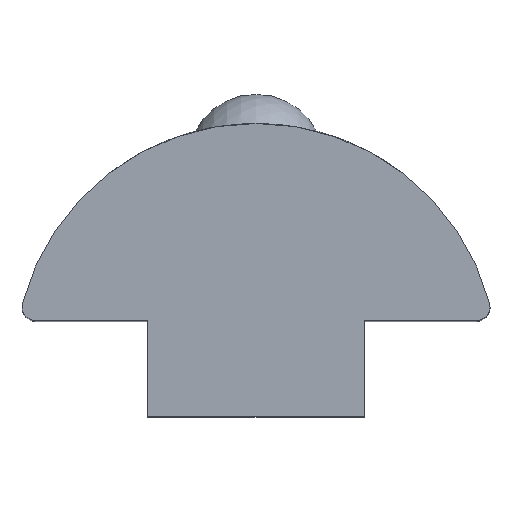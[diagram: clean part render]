
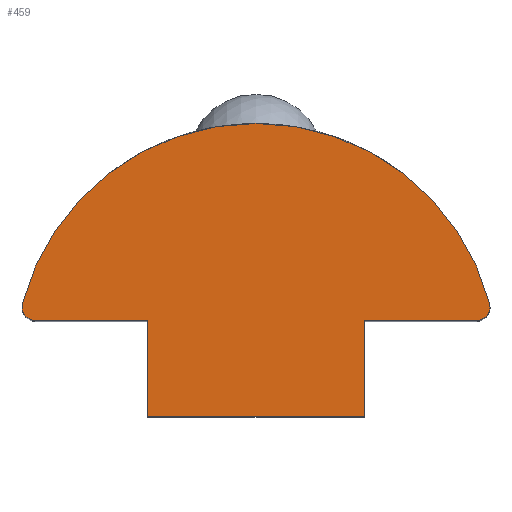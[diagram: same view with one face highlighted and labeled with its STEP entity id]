
A CAD part, top view. The second image highlights one B-rep face of the part: STEP entity #459.
In plain terms, the highlighted planar face has unit normal (0, 0, 1).
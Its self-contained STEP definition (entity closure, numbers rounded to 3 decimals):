
#29=CIRCLE('',#491,8.826);
#33=CIRCLE('',#499,0.5);
#34=CIRCLE('',#501,0.5);
#68=LINE('',#827,#99);
#71=LINE('',#832,#102);
#77=LINE('',#993,#108);
#80=LINE('',#998,#111);
#82=LINE('',#1006,#113);
#99=VECTOR('',#569,7.9);
#102=VECTOR('',#574,3.5);
#108=VECTOR('',#596,3.5);
#111=VECTOR('',#601,4.1);
#113=VECTOR('',#613,4.1);
#127=PLANE('',#503);
#152=FACE_OUTER_BOUND('',#182,.T.);
#182=EDGE_LOOP('',(#419,#420,#421,#422,#423,#424,#425,#426));
#223=VERTEX_POINT('',#824);
#224=VERTEX_POINT('',#826);
#225=VERTEX_POINT('',#830);
#229=VERTEX_POINT('',#977);
#230=VERTEX_POINT('',#979);
#234=VERTEX_POINT('',#992);
#235=VERTEX_POINT('',#996);
#236=VERTEX_POINT('',#1002);
#278=EDGE_CURVE('',#224,#223,#68,.T.);
#281=EDGE_CURVE('',#223,#225,#71,.T.);
#286=EDGE_CURVE('',#230,#229,#29,.T.);
#293=EDGE_CURVE('',#234,#224,#77,.T.);
#296=EDGE_CURVE('',#235,#234,#80,.T.);
#297=EDGE_CURVE('',#229,#235,#33,.T.);
#298=EDGE_CURVE('',#236,#230,#34,.T.);
#300=EDGE_CURVE('',#225,#236,#82,.T.);
#419=ORIENTED_EDGE('',*,*,#300,.T.);
#420=ORIENTED_EDGE('',*,*,#298,.T.);
#421=ORIENTED_EDGE('',*,*,#286,.T.);
#422=ORIENTED_EDGE('',*,*,#297,.T.);
#423=ORIENTED_EDGE('',*,*,#296,.T.);
#424=ORIENTED_EDGE('',*,*,#293,.T.);
#425=ORIENTED_EDGE('',*,*,#278,.T.);
#426=ORIENTED_EDGE('',*,*,#281,.T.);
#459=ADVANCED_FACE('',(#152),#127,.T.);
#491=AXIS2_PLACEMENT_3D('',#980,#581,#582);
#499=AXIS2_PLACEMENT_3D('',#1000,#604,#605);
#501=AXIS2_PLACEMENT_3D('',#1003,#608,#609);
#503=AXIS2_PLACEMENT_3D('',#1007,#614,#615);
#569=DIRECTION('',(1.,0.,0.));
#574=DIRECTION('',(0.,1.,0.));
#581=DIRECTION('center_axis',(0.,0.,1.));
#582=DIRECTION('ref_axis',(0.967,0.255,0.));
#596=DIRECTION('',(0.,-1.,0.));
#601=DIRECTION('',(1.,0.,0.));
#604=DIRECTION('center_axis',(0.,0.,1.));
#605=DIRECTION('ref_axis',(-0.967,0.255,0.));
#608=DIRECTION('center_axis',(0.,0.,1.));
#609=DIRECTION('ref_axis',(0.,-1.,0.));
#613=DIRECTION('',(1.,0.,0.));
#614=DIRECTION('center_axis',(0.,0.,1.));
#615=DIRECTION('ref_axis',(1.,0.,0.));
#824=CARTESIAN_POINT('',(3.95,-3.5,11.));
#826=CARTESIAN_POINT('',(-3.95,-3.5,11.));
#827=CARTESIAN_POINT('',(-3.95,-3.5,11.));
#830=CARTESIAN_POINT('',(3.95,0.,11.));
#832=CARTESIAN_POINT('',(3.95,-3.5,11.));
#977=CARTESIAN_POINT('',(-8.533,0.628,11.));
#979=CARTESIAN_POINT('',(8.533,0.628,11.));
#980=CARTESIAN_POINT('Origin',(0.,-1.626,11.));
#992=CARTESIAN_POINT('',(-3.95,0.,11.));
#993=CARTESIAN_POINT('',(-3.95,0.,11.));
#996=CARTESIAN_POINT('',(-8.05,0.,11.));
#998=CARTESIAN_POINT('',(-8.05,0.,11.));
#1000=CARTESIAN_POINT('Origin',(-8.05,0.5,11.));
#1002=CARTESIAN_POINT('',(8.05,0.,11.));
#1003=CARTESIAN_POINT('Origin',(8.05,0.5,11.));
#1006=CARTESIAN_POINT('',(3.95,0.,11.));
#1007=CARTESIAN_POINT('Origin',(0.,1.079,
11.));
